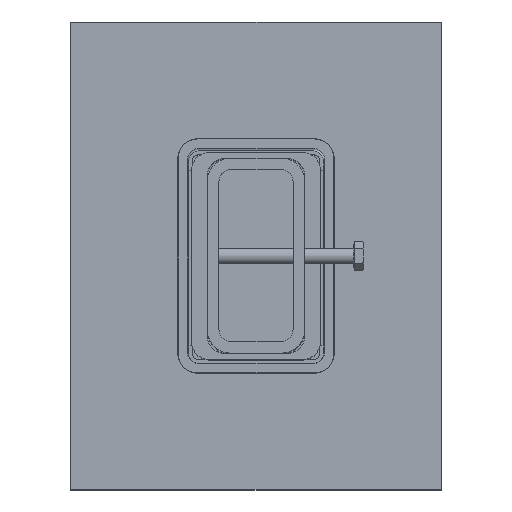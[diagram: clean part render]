
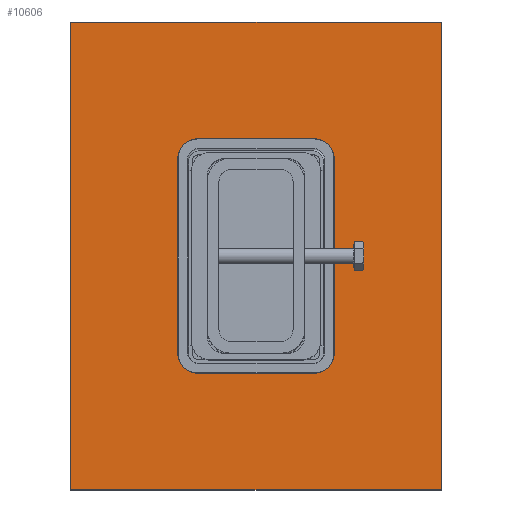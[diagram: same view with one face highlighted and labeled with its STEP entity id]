
A CAD part, top view. The second image highlights one B-rep face of the part: STEP entity #10606.
In plain terms, the highlighted planar face has unit normal (0, 0, 1).
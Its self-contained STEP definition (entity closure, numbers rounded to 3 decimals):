
#556=FACE_BOUND('',#1737,.T.);
#1129=FACE_OUTER_BOUND('',#1736,.T.);
#1736=EDGE_LOOP('',(#9642,#9643,#9644,#9645));
#1737=EDGE_LOOP('',(#9646,#9647,#9648,#9649,#9650,#9651,#9652,#9653));
#2808=LINE('',#18411,#3902);
#2812=LINE('',#18423,#3906);
#2816=LINE('',#18435,#3910);
#2820=LINE('',#18446,#3914);
#2822=LINE('',#18451,#3916);
#2826=LINE('',#18459,#3920);
#2829=LINE('',#18465,#3923);
#2832=LINE('',#18470,#3926);
#3902=VECTOR('',#14183,10.);
#3906=VECTOR('',#14195,10.);
#3910=VECTOR('',#14207,10.);
#3914=VECTOR('',#14219,10.);
#3916=VECTOR('',#14223,10.);
#3920=VECTOR('',#14229,10.);
#3923=VECTOR('',#14234,10.);
#3926=VECTOR('',#14239,10.);
#4169=CIRCLE('',#11558,12.);
#4171=CIRCLE('',#11562,12.);
#4173=CIRCLE('',#11566,12.);
#4175=CIRCLE('',#11570,12.);
#5130=VERTEX_POINT('',#18401);
#5131=VERTEX_POINT('',#18402);
#5134=VERTEX_POINT('',#18410);
#5136=VERTEX_POINT('',#18416);
#5138=VERTEX_POINT('',#18422);
#5140=VERTEX_POINT('',#18428);
#5142=VERTEX_POINT('',#18434);
#5144=VERTEX_POINT('',#18440);
#5146=VERTEX_POINT('',#18449);
#5147=VERTEX_POINT('',#18450);
#5150=VERTEX_POINT('',#18458);
#5152=VERTEX_POINT('',#18464);
#6622=EDGE_CURVE('',#5130,#5131,#4169,.T.);
#6626=EDGE_CURVE('',#5131,#5134,#2808,.T.);
#6629=EDGE_CURVE('',#5134,#5136,#4171,.T.);
#6632=EDGE_CURVE('',#5136,#5138,#2812,.T.);
#6635=EDGE_CURVE('',#5138,#5140,#4173,.T.);
#6638=EDGE_CURVE('',#5140,#5142,#2816,.T.);
#6641=EDGE_CURVE('',#5142,#5144,#4175,.T.);
#6644=EDGE_CURVE('',#5144,#5130,#2820,.T.);
#6646=EDGE_CURVE('',#5146,#5147,#2822,.T.);
#6650=EDGE_CURVE('',#5147,#5150,#2826,.T.);
#6653=EDGE_CURVE('',#5150,#5152,#2829,.T.);
#6656=EDGE_CURVE('',#5152,#5146,#2832,.T.);
#9642=ORIENTED_EDGE('',*,*,#6646,.F.);
#9643=ORIENTED_EDGE('',*,*,#6656,.F.);
#9644=ORIENTED_EDGE('',*,*,#6653,.F.);
#9645=ORIENTED_EDGE('',*,*,#6650,.F.);
#9646=ORIENTED_EDGE('',*,*,#6622,.T.);
#9647=ORIENTED_EDGE('',*,*,#6626,.T.);
#9648=ORIENTED_EDGE('',*,*,#6629,.T.);
#9649=ORIENTED_EDGE('',*,*,#6632,.T.);
#9650=ORIENTED_EDGE('',*,*,#6635,.T.);
#9651=ORIENTED_EDGE('',*,*,#6638,.T.);
#9652=ORIENTED_EDGE('',*,*,#6641,.T.);
#9653=ORIENTED_EDGE('',*,*,#6644,.T.);
#10033=PLANE('',#11577);
#10606=ADVANCED_FACE('',(#1129,#556),#10033,.T.);
#11558=AXIS2_PLACEMENT_3D('',#18403,#14175,#14176);
#11562=AXIS2_PLACEMENT_3D('',#18417,#14188,#14189);
#11566=AXIS2_PLACEMENT_3D('',#18429,#14200,#14201);
#11570=AXIS2_PLACEMENT_3D('',#18441,#14212,#14213);
#11577=AXIS2_PLACEMENT_3D('',#18472,#14241,#14242);
#14175=DIRECTION('center_axis',(0.,0.,-1.));
#14176=DIRECTION('ref_axis',(-1.,0.,0.));
#14183=DIRECTION('',(0.,-1.,0.));
#14188=DIRECTION('center_axis',(0.,0.,-1.));
#14189=DIRECTION('ref_axis',(0.,1.,0.));
#14195=DIRECTION('',(-1.,0.,0.));
#14200=DIRECTION('center_axis',(0.,0.,-1.));
#14201=DIRECTION('ref_axis',(1.,0.,0.));
#14207=DIRECTION('',(0.,1.,0.));
#14212=DIRECTION('center_axis',(0.,0.,-1.));
#14213=DIRECTION('ref_axis',(0.,-1.,0.));
#14219=DIRECTION('',(1.,0.,0.));
#14223=DIRECTION('',(0.,-1.,0.));
#14229=DIRECTION('',(-1.,0.,0.));
#14234=DIRECTION('',(0.,1.,0.));
#14239=DIRECTION('',(1.,0.,0.));
#14241=DIRECTION('center_axis',(0.,0.,1.));
#14242=DIRECTION('ref_axis',(1.,0.,0.));
#18401=CARTESIAN_POINT('',(151.538,-35.684,6.));
#18402=CARTESIAN_POINT('',(163.538,-47.684,6.));
#18403=CARTESIAN_POINT('Origin',(151.538,-47.684,6.));
#18410=CARTESIAN_POINT('',(163.538,-104.684,6.));
#18411=CARTESIAN_POINT('',(163.538,-61.934,6.));
#18416=CARTESIAN_POINT('',(151.538,-116.684,6.));
#18417=CARTESIAN_POINT('Origin',(151.538,-104.684,6.));
#18422=CARTESIAN_POINT('',(54.538,-116.684,6.));
#18423=CARTESIAN_POINT('',(127.288,-116.684,6.));
#18428=CARTESIAN_POINT('',(42.538,-104.684,6.));
#18429=CARTESIAN_POINT('Origin',(54.538,-104.684,6.));
#18434=CARTESIAN_POINT('',(42.538,-47.684,6.));
#18435=CARTESIAN_POINT('',(42.538,-90.434,6.));
#18440=CARTESIAN_POINT('',(54.538,-35.684,6.));
#18441=CARTESIAN_POINT('Origin',(54.538,-47.684,6.));
#18446=CARTESIAN_POINT('',(78.788,-35.684,6.));
#18449=CARTESIAN_POINT('',(223.038,18.816,6.));
#18450=CARTESIAN_POINT('',(223.038,-171.184,6.));
#18451=CARTESIAN_POINT('',(223.038,18.816,6.));
#18458=CARTESIAN_POINT('',(-16.962,-171.184,6.));
#18459=CARTESIAN_POINT('',(223.038,-171.184,6.));
#18464=CARTESIAN_POINT('',(-16.962,18.816,6.));
#18465=CARTESIAN_POINT('',(-16.962,-171.184,6.));
#18470=CARTESIAN_POINT('',(-16.962,18.816,6.));
#18472=CARTESIAN_POINT('Origin',(103.038,-76.184,6.));
